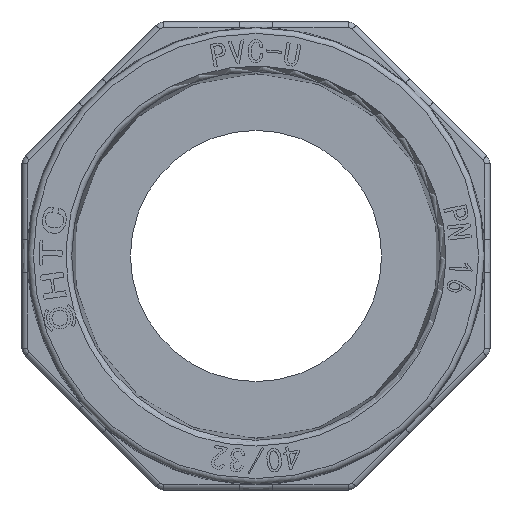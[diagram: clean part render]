
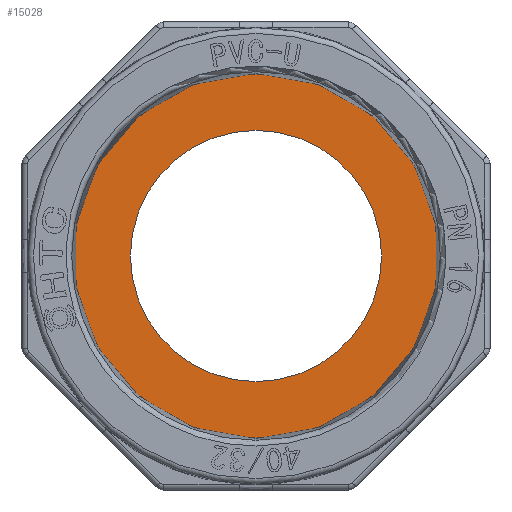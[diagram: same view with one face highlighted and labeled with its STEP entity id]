
A CAD part, front view. The second image highlights one B-rep face of the part: STEP entity #15028.
In plain terms, the highlighted planar face has unit normal (0, -1, 0).
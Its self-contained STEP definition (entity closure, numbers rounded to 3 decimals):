
#79=FACE_BOUND('',#1666,.T.);
#111=PLANE('',#15908);
#842=FACE_OUTER_BOUND('',#1665,.T.);
#1665=EDGE_LOOP('',(#11214));
#1666=EDGE_LOOP('',(#11215));
#2485=CIRCLE('',#15904,11.);
#2488=CIRCLE('',#15909,15.95);
#7336=VERTEX_POINT('',#26799);
#7340=VERTEX_POINT('',#26860);
#8855=EDGE_CURVE('',#7336,#7336,#2485,.T.);
#8869=EDGE_CURVE('',#7340,#7340,#2488,.T.);
#11214=ORIENTED_EDGE('',*,*,#8869,.T.);
#11215=ORIENTED_EDGE('',*,*,#8855,.T.);
#15028=ADVANCED_FACE('',(#842,#79),#111,.F.);
#15904=AXIS2_PLACEMENT_3D('',#26800,#17493,#17494);
#15908=AXIS2_PLACEMENT_3D('',#26859,#17503,#17504);
#15909=AXIS2_PLACEMENT_3D('',#26861,#17505,#17506);
#17493=DIRECTION('center_axis',(0.,1.,0.));
#17494=DIRECTION('ref_axis',(0.,0.,-1.));
#17503=DIRECTION('center_axis',(0.,1.,0.));
#17504=DIRECTION('ref_axis',(0.,0.,-1.));
#17505=DIRECTION('center_axis',(0.,-1.,0.));
#17506=DIRECTION('ref_axis',(0.,0.,-1.));
#26799=CARTESIAN_POINT('',(0.,-23.5,11.));
#26800=CARTESIAN_POINT('Origin',(0.,-23.5,0.));
#26859=CARTESIAN_POINT('Origin',(0.,-23.5,0.));
#26860=CARTESIAN_POINT('',(0.,-23.5,-15.95));
#26861=CARTESIAN_POINT('Origin',(0.,-23.5,0.));
